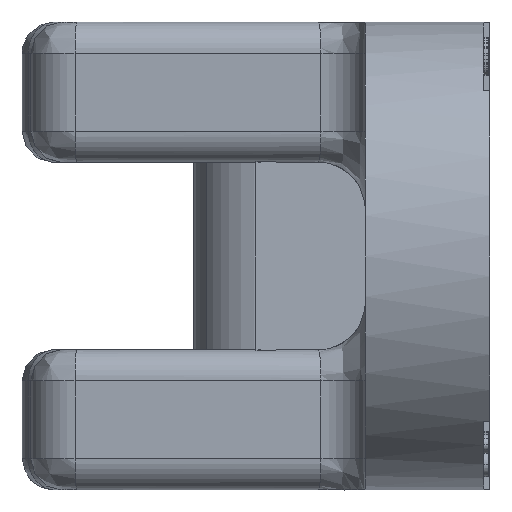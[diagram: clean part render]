
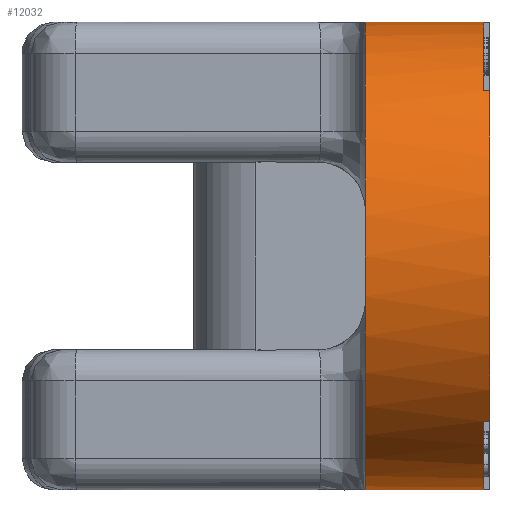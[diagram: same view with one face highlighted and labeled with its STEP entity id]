
A CAD part, left-side view. The second image highlights one B-rep face of the part: STEP entity #12032.
In plain terms, the highlighted cylindrical face has radius 7.5 mm (diameter 15 mm), a partial arc.
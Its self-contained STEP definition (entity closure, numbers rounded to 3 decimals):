
#5=DIRECTION('',(0.,1.,0.));
#6=VECTOR('',#5,3.8);
#7=CARTESIAN_POINT('',(0.,0.2,-7.5));
#8=LINE('',#7,#6);
#354=CARTESIAN_POINT('',(0.,0.,0.));
#355=DIRECTION('',(0.,1.,0.));
#356=DIRECTION('',(-0.708,0.,-0.707));
#357=AXIS2_PLACEMENT_3D('',#354,#355,#356);
#1159=CARTESIAN_POINT('',(0.,0.2,0.));
#1160=DIRECTION('',(0.,-1.,0.));
#1161=DIRECTION('',(0.,0.,1.));
#1162=AXIS2_PLACEMENT_3D('',#1159,#1160,#1161);
#1164=DIRECTION('',(0.,-1.,0.));
#1165=VECTOR('',#1164,0.2);
#1166=CARTESIAN_POINT('',(-5.307,0.2,5.3));
#1167=LINE('',#1166,#1165);
#1168=DIRECTION('',(0.,-1.,0.));
#1169=VECTOR('',#1168,0.2);
#1170=CARTESIAN_POINT('',(-5.307,0.2,-5.3));
#1171=LINE('',#1170,#1169);
#1172=CARTESIAN_POINT('',(0.,0.2,0.));
#1173=DIRECTION('',(0.,-1.,0.));
#1174=DIRECTION('',(-0.708,0.,-0.707));
#1175=AXIS2_PLACEMENT_3D('',#1172,#1173,#1174);
#2492=DIRECTION('',(0.,-1.,0.));
#2493=VECTOR('',#2492,3.8);
#2494=CARTESIAN_POINT('',(0.,4.,7.5));
#2495=LINE('',#2494,#2493);
#2507=CARTESIAN_POINT('',(0.,4.,0.));
#2508=DIRECTION('',(0.,-1.,0.));
#2509=DIRECTION('',(0.,0.,1.));
#2510=AXIS2_PLACEMENT_3D('',#2507,#2508,#2509);
#8590=CARTESIAN_POINT('',(0.,4.,7.5));
#8591=CARTESIAN_POINT('',(0.,4.,-7.5));
#8592=VERTEX_POINT('',#8590);
#8593=VERTEX_POINT('',#8591);
#8642=CARTESIAN_POINT('',(0.,0.2,-7.5));
#8644=VERTEX_POINT('',#8642);
#8648=CARTESIAN_POINT('',(0.,0.2,7.5));
#8650=VERTEX_POINT('',#8648);
#8656=CARTESIAN_POINT('',(-5.307,0.,-5.3));
#8657=VERTEX_POINT('',#8656);
#8658=CARTESIAN_POINT('',(-5.307,0.,5.3));
#8660=VERTEX_POINT('',#8658);
#8662=CARTESIAN_POINT('',(-5.307,0.2,5.3));
#8663=VERTEX_POINT('',#8662);
#8664=CARTESIAN_POINT('',(-5.307,0.2,-5.3));
#8665=VERTEX_POINT('',#8664);
#12012=CARTESIAN_POINT('',(0.,38.262,0.));
#12013=DIRECTION('',(0.,-1.,0.));
#12014=DIRECTION('',(0.,0.,1.));
#12015=AXIS2_PLACEMENT_3D('',#12012,#12013,#12014);
#12016=CYLINDRICAL_SURFACE('',#12015,7.5);
#12018=ORIENTED_EDGE('',*,*,#12017,.T.);
#12020=ORIENTED_EDGE('',*,*,#12019,.T.);
#12021=ORIENTED_EDGE('',*,*,#11424,.F.);
#12023=ORIENTED_EDGE('',*,*,#12022,.F.);
#12024=ORIENTED_EDGE('',*,*,#11758,.T.);
#12025=ORIENTED_EDGE('',*,*,#11005,.T.);
#12027=ORIENTED_EDGE('',*,*,#12026,.F.);
#12029=ORIENTED_EDGE('',*,*,#12028,.T.);
#12030=EDGE_LOOP('',(#12018,#12020,#12021,#12023,#12024,#12025,#12027,#12029));
#12031=FACE_OUTER_BOUND('',#12030,.F.);
#12032=ADVANCED_FACE('',(#12031),#12016,.T.);
#358=CIRCLE('',#357,7.5);
#1163=CIRCLE('',#1162,7.5);
#1176=CIRCLE('',#1175,7.5);
#2511=CIRCLE('',#2510,7.5);
#11005=EDGE_CURVE('',#8644,#8593,#8,.T.);
#11424=EDGE_CURVE('',#8657,#8660,#358,.T.);
#11758=EDGE_CURVE('',#8665,#8644,#1176,.T.);
#12017=EDGE_CURVE('',#8650,#8663,#1163,.T.);
#12019=EDGE_CURVE('',#8663,#8660,#1167,.T.);
#12022=EDGE_CURVE('',#8665,#8657,#1171,.T.);
#12026=EDGE_CURVE('',#8592,#8593,#2511,.T.);
#12028=EDGE_CURVE('',#8592,#8650,#2495,.T.);
